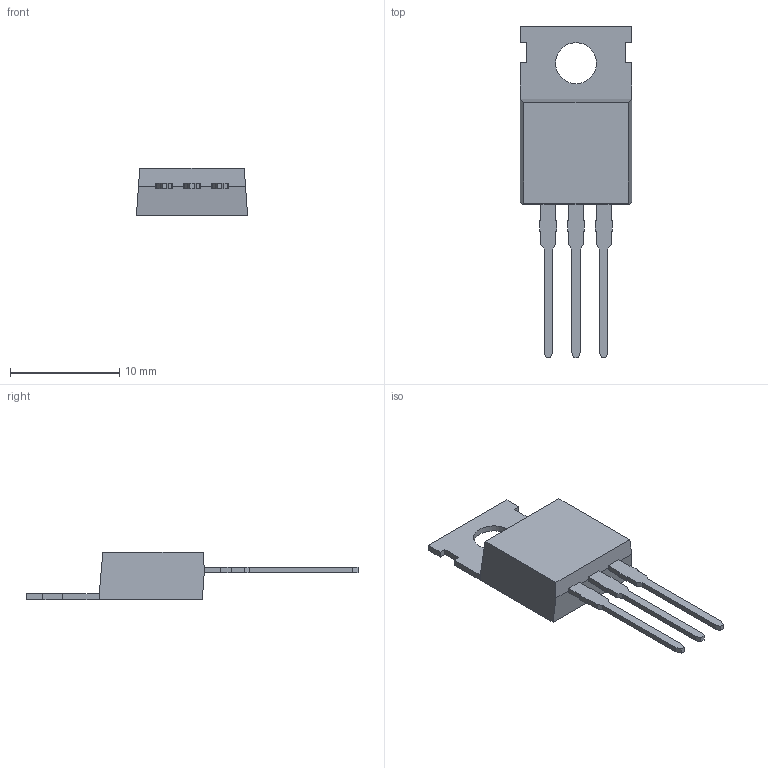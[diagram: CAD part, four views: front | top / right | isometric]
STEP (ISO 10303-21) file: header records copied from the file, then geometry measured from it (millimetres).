
FILE_DESCRIPTION (( 'STEP AP214' ), '1' );
FILE_NAME ('TIP142T.STEP', '2021-09-20T21:37:06', ( '' ), ( '' ), 'SwSTEP 2.0', 'SolidWorks 2017', '' );
FILE_SCHEMA (( 'AUTOMOTIVE_DESIGN' ));
Length unit declared in the file: millimetre
Products named in the file (1): TIP142T
Bounding box: 10.16 x 30.34 x 4.35 mm (x, y, z)
Volume: 452.1 mm3; surface area: 756 mm2
Topology: 5 solids, 5 shells, 118 faces, 316 edges, 210 vertices
Faces by surface type: plane 104, cylinder 14
Entity records: 3714 total; most frequent: CARTESIAN_POINT 645, ORIENTED_EDGE 632, DIRECTION 582, EDGE_CURVE 316, VECTOR 288, LINE 288, VERTEX_POINT 210, AXIS2_PLACEMENT_3D 147
